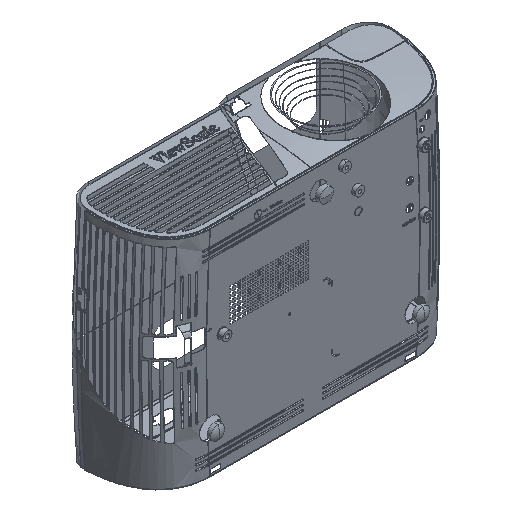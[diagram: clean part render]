
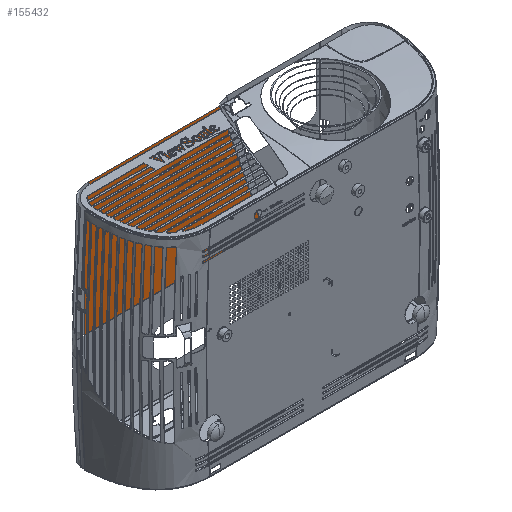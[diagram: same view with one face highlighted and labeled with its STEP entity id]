
A CAD part, isometric view. The second image highlights one B-rep face of the part: STEP entity #155432.
In plain terms, the highlighted planar face has unit normal (0, 1, 0).
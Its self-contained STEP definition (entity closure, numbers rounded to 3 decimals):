
#155224=CARTESIAN_POINT('',(-192.976,51.5,-31.13));
#155226=CARTESIAN_POINT('',(-188.878,51.5,
97.97));
#155300=DIRECTION('',(-1.,0.,0.));
#155301=VECTOR('',#155300,130.196);
#155302=CARTESIAN_POINT('',(-58.682,51.5,97.97));
#155303=LINE('',#155302,#155301);
#155304=CARTESIAN_POINT('',(-188.878,51.5,
97.97));
#155305=CARTESIAN_POINT('',(-192.097,51.5,55.022));
#155306=CARTESIAN_POINT('',(-193.463,51.5,
11.935));
#155307=CARTESIAN_POINT('',(-192.976,51.5,-31.13));
#155309=DIRECTION('',(1.,0.,0.));
#155310=VECTOR('',#155309,177.891);
#155311=CARTESIAN_POINT('',(-192.976,51.5,-31.13));
#155312=LINE('',#155311,#155310);
#155313=DIRECTION('',(-0.32,0.,0.947));
#155314=VECTOR('',#155313,136.262);
#155315=CARTESIAN_POINT('',(-15.085,51.5,-31.13));
#155316=LINE('',#155315,#155314);
#155321=VERTEX_POINT('',#155226);
#155330=VERTEX_POINT('',#155224);
#155338=CARTESIAN_POINT('',(-15.085,51.5,-31.13));
#155339=VERTEX_POINT('',#155338);
#155340=CARTESIAN_POINT('',(-58.682,51.5,97.97));
#155341=VERTEX_POINT('',#155340);
#155418=CARTESIAN_POINT('',(-235.5,51.5,-126.8));
#155419=DIRECTION('',(0.,1.,0.));
#155420=DIRECTION('',(0.,0.,1.));
#155421=AXIS2_PLACEMENT_3D('',#155418,#155419,#155420);
#155422=PLANE('',#155421);
#155424=ORIENTED_EDGE('',*,*,#155423,.T.);
#155425=ORIENTED_EDGE('',*,*,#155395,.T.);
#155427=ORIENTED_EDGE('',*,*,#155426,.T.);
#155429=ORIENTED_EDGE('',*,*,#155428,.T.);
#155430=EDGE_LOOP('',(#155424,#155425,#155427,#155429));
#155431=FACE_OUTER_BOUND('',#155430,.F.);
#155308=B_SPLINE_CURVE_WITH_KNOTS('',3,(#155304,#155305,#155306,#155307),
.UNSPECIFIED.,.F.,.F.,(4,4),(0.,1.),.UNSPECIFIED.);
#155395=EDGE_CURVE('',#155321,#155330,#155308,.T.);
#155423=EDGE_CURVE('',#155341,#155321,#155303,.T.);
#155426=EDGE_CURVE('',#155330,#155339,#155312,.T.);
#155428=EDGE_CURVE('',#155339,#155341,#155316,.T.);
#155432=ADVANCED_FACE('',(#155431),#155422,.T.);
